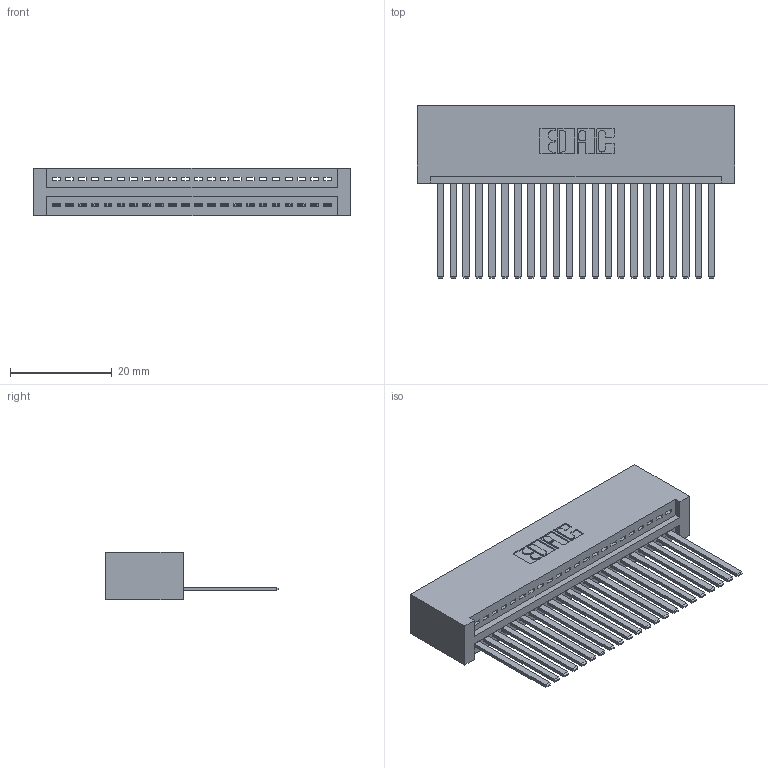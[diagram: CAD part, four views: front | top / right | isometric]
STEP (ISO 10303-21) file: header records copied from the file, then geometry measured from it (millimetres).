
FILE_DESCRIPTION (( 'STEP AP203' ), '1' );
FILE_NAME ('395-022-544-101.STEP', '2018-11-08T04:24:42', ( '' ), ( '' ), 'SwSTEP 2.0', 'SolidWorks 2016', '' );
FILE_SCHEMA (( 'CONFIG_CONTROL_DESIGN' ));
Length unit declared in the file: inch
Products named in the file (3): 345 Part_No Mounting Lugs; 345-292-001_345-293-144; 395-022-544-101
Assembly tree (23 placements, depth 2):
  395-022-544-101
    345 Part_No Mounting Lugs
    345-292-001_345-293-144  x22
Bounding box: 62.48 x 33.96 x 9.4 mm (x, y, z)
Volume: 6610.1 mm3; surface area: 9467.5 mm2
Topology: 23 solids, 23 shells, 1262 faces, 3793 edges, 2498 vertices
Faces by surface type: plane 868, cylinder 394
Entity records: 18789 total; most frequent: CARTESIAN_POINT 3262, ORIENTED_EDGE 3218, DIRECTION 2869, EDGE_CURVE 1609, LINE 1401, VECTOR 1401, VERTEX_POINT 1070, AXIS2_PLACEMENT_3D 734
